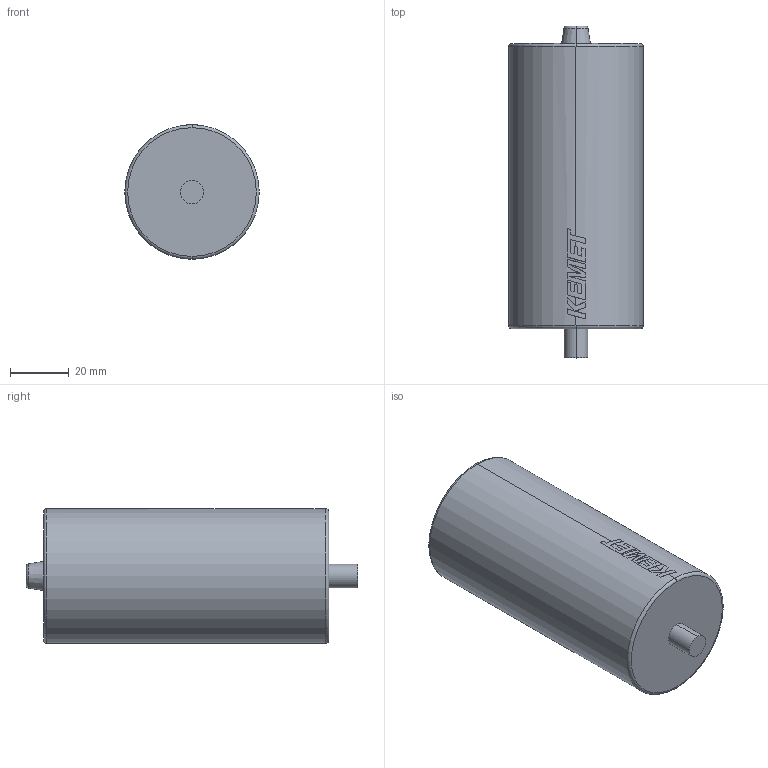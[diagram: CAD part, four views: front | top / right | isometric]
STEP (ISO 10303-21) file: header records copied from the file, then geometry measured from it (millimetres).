
FILE_DESCRIPTION (( 'STEP AP214' ), '1' );
FILE_NAME ('CFM_KC27BI_45X95.5_D46L97.5.STEP', '2019-02-27T22:20:02', ( '' ), ( '' ), 'SwSTEP 2.0', 'SolidWorks 2014', '' );
FILE_SCHEMA (( 'AUTOMOTIVE_DESIGN' ));
Length unit declared in the file: millimetre
Products named in the file (1): CFM_KC27BI_45X95.5_D46L97.5
Bounding box: 46 x 113.5 x 46.01 mm (x, y, z)
Volume: 160086.7 mm3; surface area: 18099.1 mm2
Topology: 2 solids, 2 shells, 82 faces, 222 edges, 146 vertices
Faces by surface type: bspline 31, plane 28, cylinder 15, torus 6, cone 2
Entity records: 3068 total; most frequent: CARTESIAN_POINT 999, ORIENTED_EDGE 444, DIRECTION 223, EDGE_CURVE 222, VERTEX_POINT 146, B_SPLINE_CURVE_WITH_KNOTS 131, EDGE_LOOP 84, ADVANCED_FACE 82
